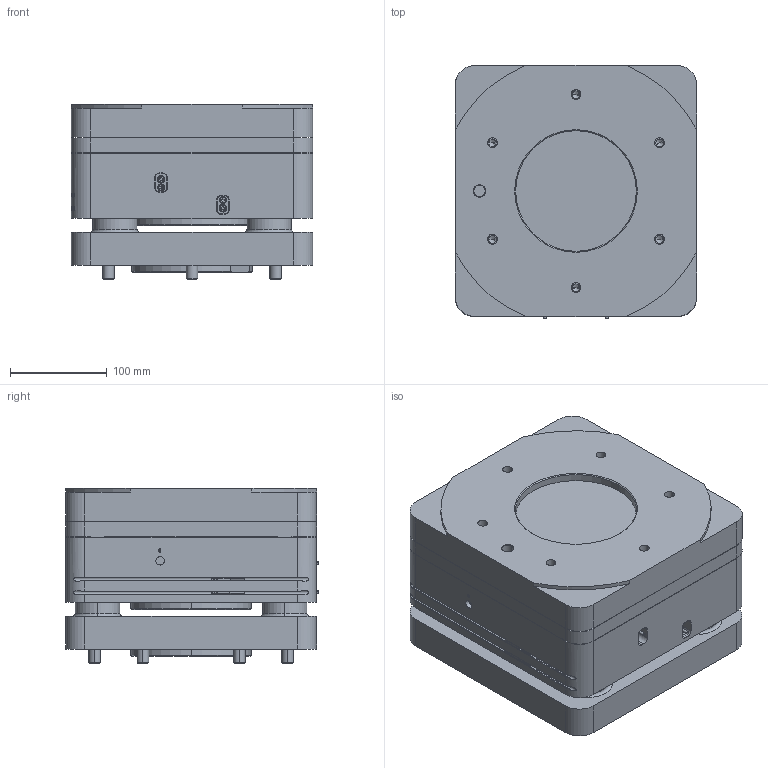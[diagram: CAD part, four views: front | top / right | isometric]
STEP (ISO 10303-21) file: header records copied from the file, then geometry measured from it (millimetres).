
FILE_DESCRIPTION (( 'STEP AP203' ), '1' );
FILE_NAME ('F24-200-XYZ.STEP', '2026-02-28T01:18:31', ( 'USER-' ), ( 'Microsoft' ), 'SwSTEP 2.0', 'SolidWorks 2018', '' );
FILE_SCHEMA (( 'CONFIG_CONTROL_DESIGN' ));
Length unit declared in the file: millimetre
Products named in the file (14): F24-200-11 狟脯輸; M8x1-48棠俶換覜ん; socket head thin cap screw_din(DIN 7984 - M12 x 30 --- 24.75N); F24-200-02 笢痄雄啣; F24-200-01 翋釱极; F24-200-03 奻脯輸; 棠羲饜薊え; 棠羲饜薊え-1; 棠羲換覜ん; F24-250-C1-06 棠羲坶え; 32x12-R6（红）; hexagon socket head cap screws gb(GB_FASTENER_SCREWS_HSHCS M4X10-N); F24-200-XYZ; F24-250-C1-05 棠羲薊え
Assembly tree (23 placements, depth 3):
  F24-200-XYZ
    棠羲饜薊え
      F24-250-C1-05 棠羲薊え
      M8x1-48棠俶換覜ん
      F24-250-C1-06 棠羲坶え
    棠羲饜薊え-1
      F24-250-C1-05 棠羲薊え
      M8x1-48棠俶換覜ん
      F24-250-C1-06 棠羲坶え
    F24-200-01 翋釱极
    F24-200-02 笢痄雄啣
    F24-200-03 奻脯輸
    hexagon socket head cap screws gb(GB_FASTENER_SCREWS_HSHCS M4X10-N)  x2
    F24-200-11 狟脯輸
    socket head thin cap screw_din(DIN 7984 - M12 x 30 --- 24.75N)  x6
    32x12-R6（红）
    棠羲換覜ん  x2
Bounding box: 250 x 261.92 x 181.5 mm (x, y, z)
Volume: 9681032.9 mm3; surface area: 751541.9 mm2
Topology: 21 solids, 21 shells, 1130 faces, 2863 edges, 1850 vertices
Faces by surface type: plane 549, cylinder 304, bspline 174, cone 67, torus 36
Entity records: 36207 total; most frequent: CARTESIAN_POINT 12746, ORIENTED_EDGE 4712, DIRECTION 4083, EDGE_CURVE 2356, VERTEX_POINT 1550, VECTOR 1421, LINE 1421, AXIS2_PLACEMENT_3D 1331
